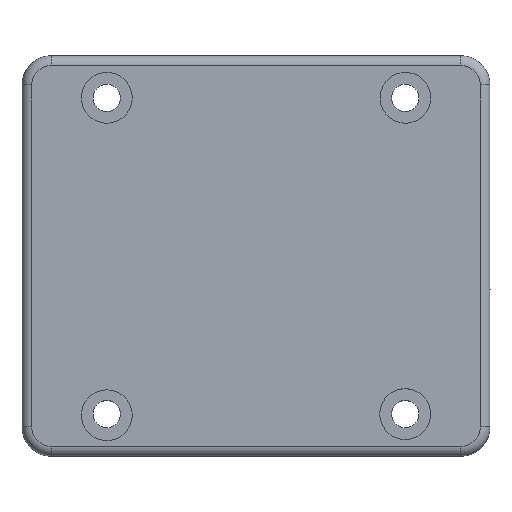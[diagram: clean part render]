
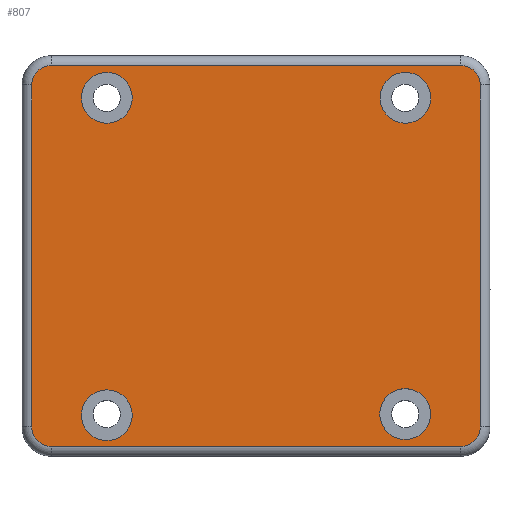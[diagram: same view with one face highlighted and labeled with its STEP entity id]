
A CAD part, top view. The second image highlights one B-rep face of the part: STEP entity #807.
In plain terms, the highlighted planar face has unit normal (0, 0, 1).
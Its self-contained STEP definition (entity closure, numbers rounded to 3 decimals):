
#5 = CIRCLE ( 'NONE', #1324, 2.6 ) ;
#13 = CARTESIAN_POINT ( 'NONE',  ( -3.841, 45.916, 6. ) ) ;
#16 = CARTESIAN_POINT ( 'NONE',  ( -3.841, 43.916, 6. ) ) ;
#31 = CARTESIAN_POINT ( 'NONE',  ( 38.059, 43.916, 6. ) ) ;
#48 = DIRECTION ( 'NONE',  ( 0., 0., 1. ) ) ;
#53 = DIRECTION ( 'NONE',  ( 0., 1., 0. ) ) ;
#60 = DIRECTION ( 'NONE',  ( 1., 0., 0. ) ) ;
#72 = EDGE_CURVE ( 'NONE', #713, #982, #633, .T. ) ;
#106 = CARTESIAN_POINT ( 'NONE',  ( 40.059, 43.916, 6. ) ) ;
#107 = DIRECTION ( 'NONE',  ( 1., 0., 0. ) ) ;
#126 = CARTESIAN_POINT ( 'NONE',  ( 1.839, 10.113, 6. ) ) ;
#135 = AXIS2_PLACEMENT_3D ( 'NONE', #301, #288, #331 ) ;
#141 = DIRECTION ( 'NONE',  ( 0., 0., 1. ) ) ;
#157 = DIRECTION ( 'NONE',  ( 1., 0., 0. ) ) ;
#171 = CARTESIAN_POINT ( 'NONE',  ( 38.059, 6.916, 6. ) ) ;
#174 = VECTOR ( 'NONE', #1661, 1000. ) ;
#177 = CARTESIAN_POINT ( 'NONE',  ( 32.403, 42.601, 6. ) ) ;
#178 = AXIS2_PLACEMENT_3D ( 'NONE', #1716, #1720, #1722 ) ;
#198 = LINE ( 'NONE', #1433, #174 ) ;
#199 = DIRECTION ( 'NONE',  ( 0., 0., 1. ) ) ;
#216 = AXIS2_PLACEMENT_3D ( 'NONE', #1391, #281, #1575 ) ;
#222 = DIRECTION ( 'NONE',  ( 1., 0., 0. ) ) ;
#281 = DIRECTION ( 'NONE',  ( 0., 0., 1. ) ) ;
#288 = DIRECTION ( 'NONE',  ( 0., 0., 1. ) ) ;
#301 = CARTESIAN_POINT ( 'NONE',  ( 1.839, 10.113, 6. ) ) ;
#331 = DIRECTION ( 'NONE',  ( 1., 0., 0. ) ) ;
#345 = CARTESIAN_POINT ( 'NONE',  ( 40.059, 8.916, 6. ) ) ;
#352 = FACE_BOUND ( 'NONE', #1611, .T. ) ;
#354 = FACE_BOUND ( 'NONE', #2030, .T. ) ;
#356 = FACE_BOUND ( 'NONE', #1619, .T. ) ;
#358 = FACE_BOUND ( 'NONE', #1952, .T. ) ;
#364 = FACE_OUTER_BOUND ( 'NONE', #1904, .T. ) ;
#374 = CARTESIAN_POINT ( 'NONE',  ( 4.439, 10.113, 6. ) ) ;
#382 = PLANE ( 'NONE',  #735 ) ;
#401 = EDGE_CURVE ( 'NONE', #1283, #1016, #528, .T. ) ;
#408 = CIRCLE ( 'NONE', #216, 2.6 ) ;
#419 = CARTESIAN_POINT ( 'NONE',  ( -3.841, 43.916, 6. ) ) ;
#470 = EDGE_CURVE ( 'NONE', #1116, #1833, #513, .T. ) ;
#478 = VECTOR ( 'NONE', #60, 1000. ) ;
#484 = LINE ( 'NONE', #171, #478 ) ;
#488 = VECTOR ( 'NONE', #53, 1000. ) ;
#490 = CIRCLE ( 'NONE', #1323, 2.6 ) ;
#492 = CIRCLE ( 'NONE', #1203, 2.6 ) ;
#495 = LINE ( 'NONE', #106, #488 ) ;
#513 = CIRCLE ( 'NONE', #534, 2.6 ) ;
#526 = DIRECTION ( 'NONE',  ( 0., 0., 1. ) ) ;
#528 = CIRCLE ( 'NONE', #178, 2.6 ) ;
#534 = AXIS2_PLACEMENT_3D ( 'NONE', #1865, #1862, #1867 ) ;
#539 = CIRCLE ( 'NONE', #135, 2.6 ) ;
#542 = EDGE_CURVE ( 'NONE', #1970, #758, #495, .T. ) ;
#558 = EDGE_CURVE ( 'NONE', #1241, #2101, #492, .T. ) ;
#569 = DIRECTION ( 'NONE',  ( 1., 0., 0. ) ) ;
#572 = EDGE_CURVE ( 'NONE', #982, #713, #490, .T. ) ;
#591 = EDGE_CURVE ( 'NONE', #1500, #1559, #484, .T. ) ;
#608 = CARTESIAN_POINT ( 'NONE',  ( 35.003, 42.601, 6. ) ) ;
#633 = CIRCLE ( 'NONE', #709, 2.6 ) ;
#653 = VECTOR ( 'NONE', #847, 1000. ) ;
#676 = LINE ( 'NONE', #13, #653 ) ;
#678 = CIRCLE ( 'NONE', #1818, 2. ) ;
#694 = CIRCLE ( 'NONE', #2127, 2. ) ;
#709 = AXIS2_PLACEMENT_3D ( 'NONE', #907, #934, #944 ) ;
#713 = VERTEX_POINT ( 'NONE', #1190 ) ;
#735 = AXIS2_PLACEMENT_3D ( 'NONE', #419, #526, #569 ) ;
#758 = VERTEX_POINT ( 'NONE', #1760 ) ;
#792 = VERTEX_POINT ( 'NONE', #2074 ) ;
#794 = ORIENTED_EDGE ( 'NONE', *, *, #470, .F. ) ;
#802 = ORIENTED_EDGE ( 'NONE', *, *, #1523, .F. ) ;
#807 = ADVANCED_FACE ( 'NONE', ( #364, #358, #356, #354, #352 ), #382, .T. ) ;
#836 = ORIENTED_EDGE ( 'NONE', *, *, #2130, .F. ) ;
#843 = ORIENTED_EDGE ( 'NONE', *, *, #401, .F. ) ;
#845 = ORIENTED_EDGE ( 'NONE', *, *, #558, .F. ) ;
#847 = DIRECTION ( 'NONE',  ( -1., 0., 0. ) ) ;
#853 = ORIENTED_EDGE ( 'NONE', *, *, #1687, .F. ) ;
#856 = ORIENTED_EDGE ( 'NONE', *, *, #72, .F. ) ;
#864 = ORIENTED_EDGE ( 'NONE', *, *, #572, .F. ) ;
#871 = ORIENTED_EDGE ( 'NONE', *, *, #1875, .T. ) ;
#883 = CARTESIAN_POINT ( 'NONE',  ( 4.439, 42.601, 6. ) ) ;
#884 = AXIS2_PLACEMENT_3D ( 'NONE', #932, #1051, #1072 ) ;
#886 = CIRCLE ( 'NONE', #1371, 2. ) ;
#907 = CARTESIAN_POINT ( 'NONE',  ( 32.403, 42.601, 6. ) ) ;
#908 = CARTESIAN_POINT ( 'NONE',  ( -0.761, 42.601, 6. ) ) ;
#915 = ORIENTED_EDGE ( 'NONE', *, *, #1019, .T. ) ;
#918 = ORIENTED_EDGE ( 'NONE', *, *, #2069, .T. ) ;
#922 = ORIENTED_EDGE ( 'NONE', *, *, #1667, .T. ) ;
#928 = ORIENTED_EDGE ( 'NONE', *, *, #1662, .T. ) ;
#932 = CARTESIAN_POINT ( 'NONE',  ( 38.059, 8.916, 6. ) ) ;
#933 = ORIENTED_EDGE ( 'NONE', *, *, #542, .T. ) ;
#934 = DIRECTION ( 'NONE',  ( 0., 0., 1. ) ) ;
#944 = DIRECTION ( 'NONE',  ( 1., 0., 0. ) ) ;
#945 = ORIENTED_EDGE ( 'NONE', *, *, #1766, .T. ) ;
#979 = ORIENTED_EDGE ( 'NONE', *, *, #591, .T. ) ;
#982 = VERTEX_POINT ( 'NONE', #608 ) ;
#1016 = VERTEX_POINT ( 'NONE', #1660 ) ;
#1019 = EDGE_CURVE ( 'NONE', #1405, #1850, #198, .T. ) ;
#1051 = DIRECTION ( 'NONE',  ( 0., 0., 1. ) ) ;
#1072 = DIRECTION ( 'NONE',  ( 1., 0., 0. ) ) ;
#1086 = CARTESIAN_POINT ( 'NONE',  ( 38.059, 45.916, 6. ) ) ;
#1116 = VERTEX_POINT ( 'NONE', #908 ) ;
#1123 = CARTESIAN_POINT ( 'NONE',  ( -5.841, 8.916, 6. ) ) ;
#1190 = CARTESIAN_POINT ( 'NONE',  ( 29.803, 42.601, 6. ) ) ;
#1196 = VERTEX_POINT ( 'NONE', #1086 ) ;
#1201 = CARTESIAN_POINT ( 'NONE',  ( -0.761, 10.113, 6. ) ) ;
#1203 = AXIS2_PLACEMENT_3D ( 'NONE', #126, #141, #157 ) ;
#1241 = VERTEX_POINT ( 'NONE', #1201 ) ;
#1256 = CARTESIAN_POINT ( 'NONE',  ( -3.841, 8.916, 6. ) ) ;
#1283 = VERTEX_POINT ( 'NONE', #1321 ) ;
#1308 = CIRCLE ( 'NONE', #884, 2. ) ;
#1320 = DIRECTION ( 'NONE',  ( 0., 0., 1. ) ) ;
#1321 = CARTESIAN_POINT ( 'NONE',  ( 34.979, 10.232, 6. ) ) ;
#1323 = AXIS2_PLACEMENT_3D ( 'NONE', #177, #199, #222 ) ;
#1324 = AXIS2_PLACEMENT_3D ( 'NONE', #1885, #1893, #1896 ) ;
#1371 = AXIS2_PLACEMENT_3D ( 'NONE', #1256, #1434, #1376 ) ;
#1376 = DIRECTION ( 'NONE',  ( 1., 0., 0. ) ) ;
#1391 = CARTESIAN_POINT ( 'NONE',  ( 32.379, 10.232, 6. ) ) ;
#1405 = VERTEX_POINT ( 'NONE', #1612 ) ;
#1433 = CARTESIAN_POINT ( 'NONE',  ( -5.841, 8.916, 6. ) ) ;
#1434 = DIRECTION ( 'NONE',  ( 0., 0., 1. ) ) ;
#1486 = DIRECTION ( 'NONE',  ( 1., 0., 0. ) ) ;
#1500 = VERTEX_POINT ( 'NONE', #1838 ) ;
#1523 = EDGE_CURVE ( 'NONE', #1833, #1116, #5, .T. ) ;
#1559 = VERTEX_POINT ( 'NONE', #2120 ) ;
#1575 = DIRECTION ( 'NONE',  ( 1., 0., 0. ) ) ;
#1611 = EDGE_LOOP ( 'NONE', ( #802, #794 ) ) ;
#1612 = CARTESIAN_POINT ( 'NONE',  ( -5.841, 43.916, 6. ) ) ;
#1619 = EDGE_LOOP ( 'NONE', ( #853, #845 ) ) ;
#1660 = CARTESIAN_POINT ( 'NONE',  ( 29.779, 10.232, 6. ) ) ;
#1661 = DIRECTION ( 'NONE',  ( 0., -1., 0. ) ) ;
#1662 = EDGE_CURVE ( 'NONE', #758, #1196, #678, .T. ) ;
#1667 = EDGE_CURVE ( 'NONE', #1196, #792, #676, .T. ) ;
#1687 = EDGE_CURVE ( 'NONE', #2101, #1241, #539, .T. ) ;
#1716 = CARTESIAN_POINT ( 'NONE',  ( 32.379, 10.232, 6. ) ) ;
#1720 = DIRECTION ( 'NONE',  ( 0., 0., 1. ) ) ;
#1722 = DIRECTION ( 'NONE',  ( 1., 0., 0. ) ) ;
#1760 = CARTESIAN_POINT ( 'NONE',  ( 40.059, 43.916, 6. ) ) ;
#1766 = EDGE_CURVE ( 'NONE', #1559, #1970, #1308, .T. ) ;
#1818 = AXIS2_PLACEMENT_3D ( 'NONE', #31, #48, #107 ) ;
#1833 = VERTEX_POINT ( 'NONE', #883 ) ;
#1838 = CARTESIAN_POINT ( 'NONE',  ( -3.841, 6.916, 6. ) ) ;
#1850 = VERTEX_POINT ( 'NONE', #1123 ) ;
#1862 = DIRECTION ( 'NONE',  ( 0., 0., 1. ) ) ;
#1865 = CARTESIAN_POINT ( 'NONE',  ( 1.839, 42.601, 6. ) ) ;
#1867 = DIRECTION ( 'NONE',  ( 1., 0., 0. ) ) ;
#1875 = EDGE_CURVE ( 'NONE', #1850, #1500, #886, .T. ) ;
#1885 = CARTESIAN_POINT ( 'NONE',  ( 1.839, 42.601, 6. ) ) ;
#1893 = DIRECTION ( 'NONE',  ( 0., 0., 1. ) ) ;
#1896 = DIRECTION ( 'NONE',  ( 1., 0., 0. ) ) ;
#1904 = EDGE_LOOP ( 'NONE', ( #979, #945, #933, #928, #922, #918, #915, #871 ) ) ;
#1952 = EDGE_LOOP ( 'NONE', ( #864, #856 ) ) ;
#1970 = VERTEX_POINT ( 'NONE', #345 ) ;
#2030 = EDGE_LOOP ( 'NONE', ( #843, #836 ) ) ;
#2069 = EDGE_CURVE ( 'NONE', #792, #1405, #694, .T. ) ;
#2074 = CARTESIAN_POINT ( 'NONE',  ( -3.841, 45.916, 6. ) ) ;
#2101 = VERTEX_POINT ( 'NONE', #374 ) ;
#2120 = CARTESIAN_POINT ( 'NONE',  ( 38.059, 6.916, 6. ) ) ;
#2127 = AXIS2_PLACEMENT_3D ( 'NONE', #16, #1320, #1486 ) ;
#2130 = EDGE_CURVE ( 'NONE', #1016, #1283, #408, .T. ) ;
